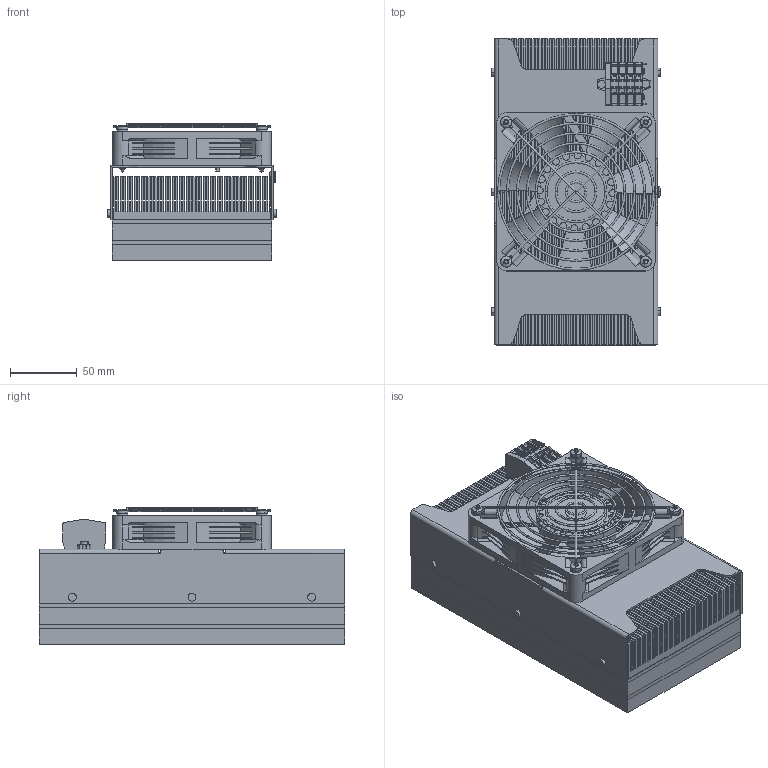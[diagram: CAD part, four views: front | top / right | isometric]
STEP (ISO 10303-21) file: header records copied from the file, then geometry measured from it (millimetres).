
FILE_DESCRIPTION (( 'STEP AP203' ), '1' );
FILE_NAME ('SDA-130-24-22-00-00 _ Step for customer.STEP', '2019-05-17T12:01:28', ( 'laird' ), ( 'laird' ), 'SwSTEP 2.0', 'SolidWorks 2016', '' );
FILE_SCHEMA (( 'CONFIG_CONTROL_DESIGN' ));
Products named in the file (2): SDA-130-24-22-00-00 _ Step for customer
Bounding box: 127.8 x 230 x 102.84 mm (x, y, z)
Volume: 1639109.5 mm3; surface area: 828517.1 mm2
Topology: 44 solids, 44 shells, 1763 faces, 4720 edges, 3066 vertices
Faces by surface type: plane 992, cylinder 555, cone 112, torus 74, bspline 30
Entity records: 59196 total; most frequent: CARTESIAN_POINT 14742, ORIENTED_EDGE 9424, DIRECTION 9132, EDGE_CURVE 4712, AXIS2_PLACEMENT_3D 3233, VERTEX_POINT 3066, LINE 2666, VECTOR 2666
